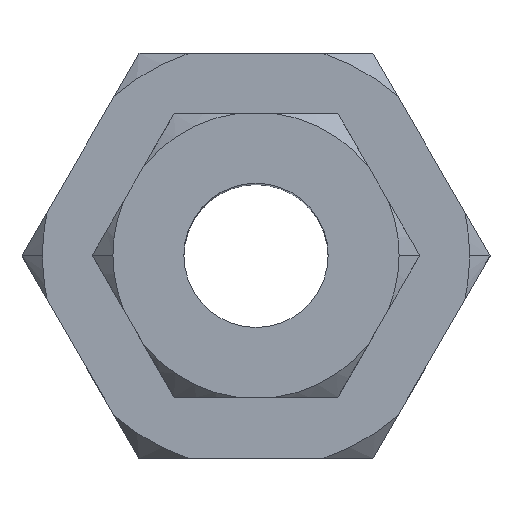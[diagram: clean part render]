
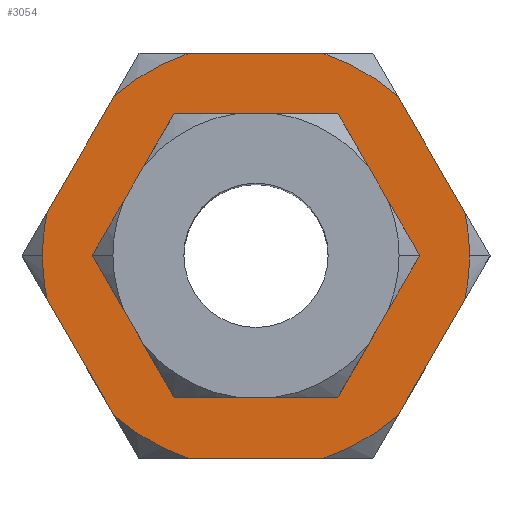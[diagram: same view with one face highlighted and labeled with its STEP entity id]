
A CAD part, top view. The second image highlights one B-rep face of the part: STEP entity #3054.
In plain terms, the highlighted planar face has unit normal (0, 0, 1).
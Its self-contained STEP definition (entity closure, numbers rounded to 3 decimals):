
#1930=CARTESIAN_POINT('',(342.471,-52.6,122.525));
#1931=VERTEX_POINT('',#1930);
#1947=CARTESIAN_POINT('',(381.471,-52.6,122.525));
#1948=VERTEX_POINT('',#1947);
#1955=CARTESIAN_POINT('',(361.971,-52.6,122.525));
#1956=DIRECTION('',(0.0,0.0,-1.0));
#1957=DIRECTION('',(-1.0,0.0,0.0));
#1958=AXIS2_PLACEMENT_3D('',#1955,#1956,#1957);
#1959=CIRCLE('',#1958,19.5);
#1960=EDGE_CURVE('',#1931,#1948,#1959,.T.);
#1970=CARTESIAN_POINT('',(393.035,-52.6,122.525));
#1971=VERTEX_POINT('',#1970);
#1980=CARTESIAN_POINT('',(392.384,-58.922,122.525));
#1981=VERTEX_POINT('',#1980);
#1982=CARTESIAN_POINT('',(361.971,-52.6,122.525));
#1983=DIRECTION('',(0.0,0.0,1.0));
#1984=DIRECTION('',(1.0,0.0,0.0));
#1985=AXIS2_PLACEMENT_3D('',#1982,#1983,#1984);
#1986=CIRCLE('',#1985,31.064);
#1987=EDGE_CURVE('',#1981,#1971,#1986,.T.);
#2012=CARTESIAN_POINT('',(330.907,-52.6,122.525));
#2013=VERTEX_POINT('',#2012);
#2020=CARTESIAN_POINT('',(331.557,-58.922,122.525));
#2021=VERTEX_POINT('',#2020);
#2035=CARTESIAN_POINT('',(361.971,-52.6,122.525));
#2036=DIRECTION('',(0.0,0.0,1.0));
#2037=DIRECTION('',(1.0,0.0,0.0));
#2038=AXIS2_PLACEMENT_3D('',#2035,#2036,#2037);
#2039=CIRCLE('',#2038,31.064);
#2040=EDGE_CURVE('',#2013,#2021,#2039,.T.);
#2549=CARTESIAN_POINT('',(331.557,-46.278,122.525));
#2550=VERTEX_POINT('',#2549);
#2551=CARTESIAN_POINT('',(361.971,-52.6,122.525));
#2552=DIRECTION('',(0.0,0.0,1.0));
#2553=DIRECTION('',(1.0,0.0,0.0));
#2554=AXIS2_PLACEMENT_3D('',#2551,#2552,#2553);
#2555=CIRCLE('',#2554,31.064);
#2556=EDGE_CURVE('',#2550,#2013,#2555,.T.);
#2579=CARTESIAN_POINT('',(352.239,-82.1,122.525));
#2580=VERTEX_POINT('',#2579);
#2596=CARTESIAN_POINT('',(341.289,-75.778,122.525));
#2597=VERTEX_POINT('',#2596);
#2598=CARTESIAN_POINT('',(361.971,-52.6,122.525));
#2599=DIRECTION('',(0.0,0.0,1.0));
#2600=DIRECTION('',(1.0,0.0,0.0));
#2601=AXIS2_PLACEMENT_3D('',#2598,#2599,#2600);
#2602=CIRCLE('',#2601,31.064);
#2603=EDGE_CURVE('',#2597,#2580,#2602,.T.);
#2628=CARTESIAN_POINT('',(352.239,-23.1,122.525));
#2629=VERTEX_POINT('',#2628);
#2643=CARTESIAN_POINT('',(341.289,-29.422,122.525));
#2644=VERTEX_POINT('',#2643);
#2658=CARTESIAN_POINT('',(361.971,-52.6,122.525));
#2659=DIRECTION('',(0.0,0.0,1.0));
#2660=DIRECTION('',(1.0,0.0,0.0));
#2661=AXIS2_PLACEMENT_3D('',#2658,#2659,#2660);
#2662=CIRCLE('',#2661,31.064);
#2663=EDGE_CURVE('',#2629,#2644,#2662,.T.);
#2675=CARTESIAN_POINT('',(382.653,-29.422,122.525));
#2676=VERTEX_POINT('',#2675);
#2690=CARTESIAN_POINT('',(371.702,-23.1,122.525));
#2691=VERTEX_POINT('',#2690);
#2705=CARTESIAN_POINT('',(361.971,-52.6,122.525));
#2706=DIRECTION('',(0.0,0.0,1.0));
#2707=DIRECTION('',(1.0,0.0,0.0));
#2708=AXIS2_PLACEMENT_3D('',#2705,#2706,#2707);
#2709=CIRCLE('',#2708,31.064);
#2710=EDGE_CURVE('',#2676,#2691,#2709,.T.);
#2720=CARTESIAN_POINT('',(382.653,-75.778,122.525));
#2721=VERTEX_POINT('',#2720);
#2737=CARTESIAN_POINT('',(371.702,-82.1,122.525));
#2738=VERTEX_POINT('',#2737);
#2739=CARTESIAN_POINT('',(361.971,-52.6,122.525));
#2740=DIRECTION('',(0.0,0.0,1.0));
#2741=DIRECTION('',(1.0,0.0,0.0));
#2742=AXIS2_PLACEMENT_3D('',#2739,#2740,#2741);
#2743=CIRCLE('',#2742,31.064);
#2744=EDGE_CURVE('',#2738,#2721,#2743,.T.);
#2768=CARTESIAN_POINT('',(392.384,-46.278,122.525));
#2769=VERTEX_POINT('',#2768);
#2783=CARTESIAN_POINT('',(361.971,-52.6,122.525));
#2784=DIRECTION('',(0.0,0.0,1.0));
#2785=DIRECTION('',(1.0,0.0,0.0));
#2786=AXIS2_PLACEMENT_3D('',#2783,#2784,#2785);
#2787=CIRCLE('',#2786,31.064);
#2788=EDGE_CURVE('',#1971,#2769,#2787,.T.);
#2870=CARTESIAN_POINT('',(382.653,-29.422,122.525));
#2871=DIRECTION('',(0.5,-0.866,0.0));
#2872=VECTOR('',#2871,19.463);
#2873=LINE('',#2870,#2872);
#2874=EDGE_CURVE('',#2676,#2769,#2873,.T.);
#2901=CARTESIAN_POINT('',(352.239,-23.1,122.525));
#2902=DIRECTION('',(1.0,0.0,0.0));
#2903=VECTOR('',#2902,19.463);
#2904=LINE('',#2901,#2903);
#2905=EDGE_CURVE('',#2629,#2691,#2904,.T.);
#2927=CARTESIAN_POINT('',(331.557,-46.278,122.525));
#2928=DIRECTION('',(0.5,0.866,0.0));
#2929=VECTOR('',#2928,19.463);
#2930=LINE('',#2927,#2929);
#2931=EDGE_CURVE('',#2550,#2644,#2930,.T.);
#2944=CARTESIAN_POINT('',(361.971,-52.6,122.525));
#2945=DIRECTION('',(0.0,0.0,-1.0));
#2946=DIRECTION('',(-1.0,0.0,0.0));
#2947=AXIS2_PLACEMENT_3D('',#2944,#2945,#2946);
#2948=CIRCLE('',#2947,19.5);
#2949=EDGE_CURVE('',#1948,#1931,#2948,.T.);
#2964=CARTESIAN_POINT('',(392.384,-58.922,122.525));
#2965=DIRECTION('',(-0.5,-0.866,0.0));
#2966=VECTOR('',#2965,19.463);
#2967=LINE('',#2964,#2966);
#2968=EDGE_CURVE('',#1981,#2721,#2967,.T.);
#2990=CARTESIAN_POINT('',(371.702,-82.1,122.525));
#2991=DIRECTION('',(-1.0,0.0,0.0));
#2992=VECTOR('',#2991,19.463);
#2993=LINE('',#2990,#2992);
#2994=EDGE_CURVE('',#2738,#2580,#2993,.T.);
#3016=CARTESIAN_POINT('',(341.289,-75.778,122.525));
#3017=DIRECTION('',(-0.5,0.866,0.0));
#3018=VECTOR('',#3017,19.463);
#3019=LINE('',#3016,#3018);
#3020=EDGE_CURVE('',#2597,#2021,#3019,.T.);
#3029=CARTESIAN_POINT('',(344.939,-23.1,122.525));
#3030=DIRECTION('',(0.0,0.0,-1.0));
#3031=DIRECTION('',(-1.0,0.0,0.0));
#3032=AXIS2_PLACEMENT_3D('',#3029,#3030,#3031);
#3033=PLANE('',#3032);
#3034=ORIENTED_EDGE('',*,*,#1987,.T.);
#3035=ORIENTED_EDGE('',*,*,#2788,.T.);
#3036=ORIENTED_EDGE('',*,*,#2874,.F.);
#3037=ORIENTED_EDGE('',*,*,#2710,.T.);
#3038=ORIENTED_EDGE('',*,*,#2905,.F.);
#3039=ORIENTED_EDGE('',*,*,#2663,.T.);
#3040=ORIENTED_EDGE('',*,*,#2931,.F.);
#3041=ORIENTED_EDGE('',*,*,#2556,.T.);
#3042=ORIENTED_EDGE('',*,*,#2040,.T.);
#3043=ORIENTED_EDGE('',*,*,#3020,.F.);
#3044=ORIENTED_EDGE('',*,*,#2603,.T.);
#3045=ORIENTED_EDGE('',*,*,#2994,.F.);
#3046=ORIENTED_EDGE('',*,*,#2744,.T.);
#3047=ORIENTED_EDGE('',*,*,#2968,.F.);
#3048=EDGE_LOOP('',(#3034,#3035,#3036,#3037,#3038,#3039,#3040,#3041,#3042,#3043,#3044,#3045,#3046,#3047));
#3049=FACE_OUTER_BOUND('',#3048,.T.);
#3050=ORIENTED_EDGE('',*,*,#1960,.T.);
#3051=ORIENTED_EDGE('',*,*,#2949,.T.);
#3052=EDGE_LOOP('',(#3050,#3051));
#3053=FACE_BOUND('',#3052,.T.);
#3054=ADVANCED_FACE('',(#3049,#3053),#3033,.F.);
